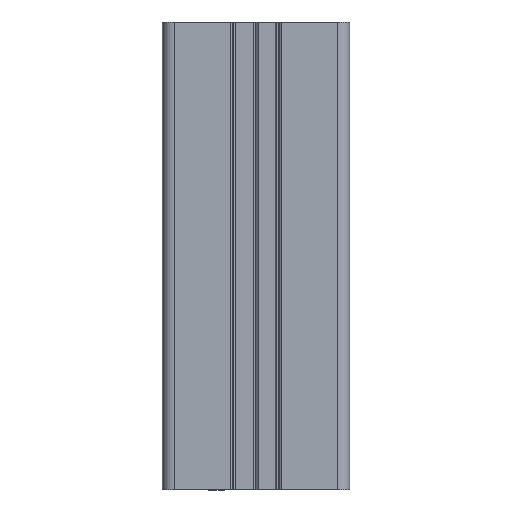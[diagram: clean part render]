
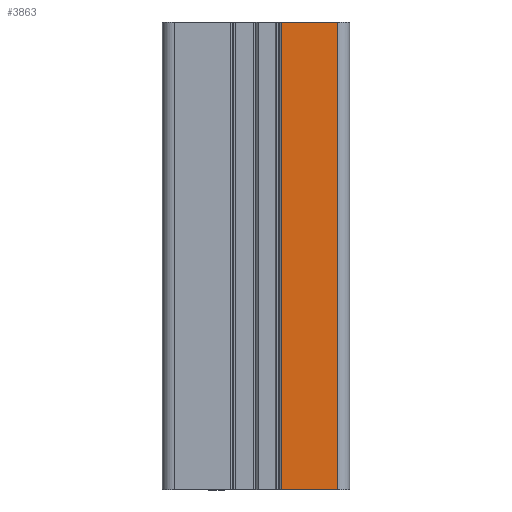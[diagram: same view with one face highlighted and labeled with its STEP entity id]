
A CAD part, front view. The second image highlights one B-rep face of the part: STEP entity #3863.
In plain terms, the highlighted planar face has unit normal (0, -1, 0).
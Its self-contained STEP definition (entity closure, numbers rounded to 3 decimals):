
#338 = VERTEX_POINT ( 'NONE', #5542 ) ;
#402 = LINE ( 'NONE', #2991, #4299 ) ;
#838 = ORIENTED_EDGE ( 'NONE', *, *, #6155, .F. ) ;
#1144 = DIRECTION ( 'NONE',  ( 0., 1., 0. ) ) ;
#1488 = EDGE_CURVE ( 'NONE', #6416, #4883, #402, .T. ) ;
#1857 = VECTOR ( 'NONE', #7505, 1000. ) ;
#1956 = LINE ( 'NONE', #1976, #3789 ) ;
#1976 = CARTESIAN_POINT ( 'NONE',  ( 6649.568, 1691.243, 100. ) ) ;
#2865 = CARTESIAN_POINT ( 'NONE',  ( 6661.668, 1691.243, 0. ) ) ;
#2991 = CARTESIAN_POINT ( 'NONE',  ( 6661.668, 1691.243, 100. ) ) ;
#3178 = EDGE_CURVE ( 'NONE', #4399, #6416, #6644, .T. ) ;
#3647 = EDGE_LOOP ( 'NONE', ( #6310, #5218, #838, #9590 ) ) ;
#3789 = VECTOR ( 'NONE', #7419, 1000. ) ;
#3863 = ADVANCED_FACE ( 'NONE', ( #8573 ), #4259, .F. ) ;
#4170 = LINE ( 'NONE', #9032, #1857 ) ;
#4259 = PLANE ( 'NONE',  #6085 ) ;
#4299 = VECTOR ( 'NONE', #9238, 1000. ) ;
#4399 = VERTEX_POINT ( 'NONE', #5871 ) ;
#4876 = EDGE_CURVE ( 'NONE', #338, #4883, #4170, .T. ) ;
#4883 = VERTEX_POINT ( 'NONE', #2865 ) ;
#5218 = ORIENTED_EDGE ( 'NONE', *, *, #3178, .F. ) ;
#5365 = CARTESIAN_POINT ( 'NONE',  ( 6626.668, 1691.243, 100. ) ) ;
#5542 = CARTESIAN_POINT ( 'NONE',  ( 6649.568, 1691.243, 0. ) ) ;
#5799 = CARTESIAN_POINT ( 'NONE',  ( 6649.568, 1691.243, 100. ) ) ;
#5871 = CARTESIAN_POINT ( 'NONE',  ( 6649.568, 1691.243, 100. ) ) ;
#6085 = AXIS2_PLACEMENT_3D ( 'NONE', #5799, #1144, #6581 ) ;
#6155 = EDGE_CURVE ( 'NONE', #338, #4399, #1956, .T. ) ;
#6310 = ORIENTED_EDGE ( 'NONE', *, *, #1488, .F. ) ;
#6416 = VERTEX_POINT ( 'NONE', #9570 ) ;
#6581 = DIRECTION ( 'NONE',  ( -1., 0., 0. ) ) ;
#6644 = LINE ( 'NONE', #5365, #8950 ) ;
#7419 = DIRECTION ( 'NONE',  ( 0., 0., 1. ) ) ;
#7505 = DIRECTION ( 'NONE',  ( 1., 0., 0. ) ) ;
#8573 = FACE_OUTER_BOUND ( 'NONE', #3647, .T. ) ;
#8950 = VECTOR ( 'NONE', #9981, 1000. ) ;
#9032 = CARTESIAN_POINT ( 'NONE',  ( 6649.568, 1691.243, 0. ) ) ;
#9238 = DIRECTION ( 'NONE',  ( 0., 0., -1. ) ) ;
#9570 = CARTESIAN_POINT ( 'NONE',  ( 6661.668, 1691.243, 100. ) ) ;
#9590 = ORIENTED_EDGE ( 'NONE', *, *, #4876, .T. ) ;
#9981 = DIRECTION ( 'NONE',  ( 1., 0., 0. ) ) ;
